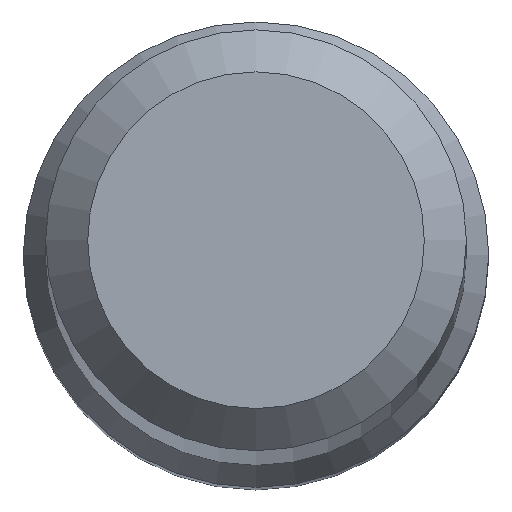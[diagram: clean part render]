
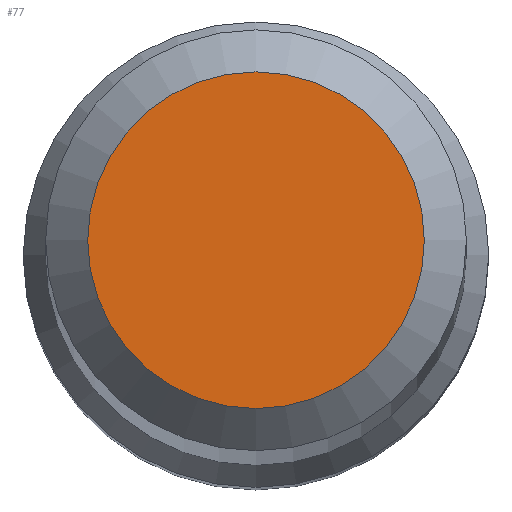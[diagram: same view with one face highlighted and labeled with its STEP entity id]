
A CAD part, top view. The second image highlights one B-rep face of the part: STEP entity #77.
In plain terms, the highlighted planar face has unit normal (0, 0, 1).
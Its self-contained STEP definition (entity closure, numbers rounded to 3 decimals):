
#6 = CIRCLE ( 'NONE', #165, 1.2 ) ;
#10 = DIRECTION ( 'NONE',  ( 0., 1., 0. ) ) ;
#77 = ADVANCED_FACE ( 'NONE', ( #190 ), #96, .T. ) ;
#78 = VERTEX_POINT ( 'NONE', #136 ) ;
#89 = EDGE_LOOP ( 'NONE', ( #161 ) ) ;
#96 = PLANE ( 'NONE',  #179 ) ;
#97 = DIRECTION ( 'NONE',  ( 0., -1., 0. ) ) ;
#108 = EDGE_CURVE ( 'NONE', #78, #78, #6, .T. ) ;
#115 = CARTESIAN_POINT ( 'NONE',  ( 0., 0., 70. ) ) ;
#136 = CARTESIAN_POINT ( 'NONE',  ( 0., 1.2, 70. ) ) ;
#161 = ORIENTED_EDGE ( 'NONE', *, *, #108, .F. ) ;
#165 = AXIS2_PLACEMENT_3D ( 'NONE', #171, #210, #10 ) ;
#171 = CARTESIAN_POINT ( 'NONE',  ( 0., 0., 70. ) ) ;
#179 = AXIS2_PLACEMENT_3D ( 'NONE', #115, #209, #97 ) ;
#190 = FACE_OUTER_BOUND ( 'NONE', #89, .T. ) ;
#209 = DIRECTION ( 'NONE',  ( 0., 0., 1. ) ) ;
#210 = DIRECTION ( 'NONE',  ( 0., 0., -1. ) ) ;
